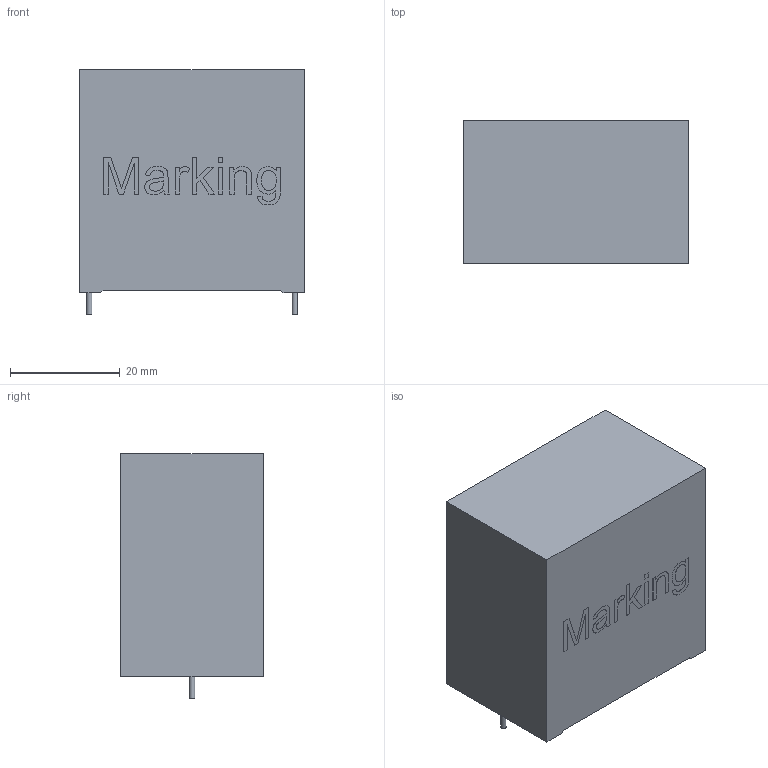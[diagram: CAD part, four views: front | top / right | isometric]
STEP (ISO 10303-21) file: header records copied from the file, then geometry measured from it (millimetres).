
FILE_DESCRIPTION(/* description */ ('Unknown'),/* implementation_level */ '2;1');
FILE_NAME(/* name */ '37,5x41x26x41',/* time_stamp */ '2022-01-27T11:31:18+01:00',/* author */ ('Unknown'),/* organization */ ('Unknown'),/* preprocessor_version */ 'ST-DEVELOPER v16.7',/* originating_system */ 'Solid Edge',/* authorisation */ 'Unknown');
FILE_SCHEMA (('AUTOMOTIVE_DESIGN {1 0 10303 214 3 1 1}'));
Length unit declared in the file: millimetre
Products named in the file (3): 37,5x41x26x41; Body; Sleeve
Assembly tree (2 placements, depth 2):
  37,5x41x26x41
    Body
    Sleeve
Bounding box: 41 x 26 x 44.7 mm (x, y, z)
Volume: 43372.5 mm3; surface area: 19597.5 mm2
Topology: 2 solids, 2 shells, 102 faces, 256 edges, 170 vertices
Faces by surface type: plane 82, bspline 16, cylinder 2, torus 2
Full cylindrical faces by diameter (mm): 1 x2
Entity records: 4652 total; most frequent: CARTESIAN_POINT 1638, ORIENTED_EDGE 502, DIRECTION 357, EDGE_CURVE 251, VERTEX_POINT 170, LINE 167, VECTOR 167, EDGE_LOOP 119
